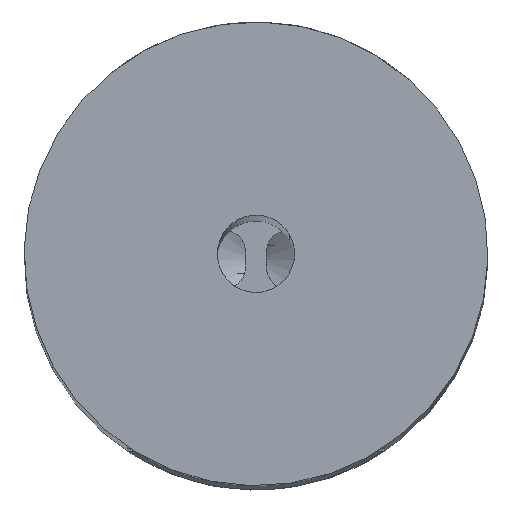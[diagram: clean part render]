
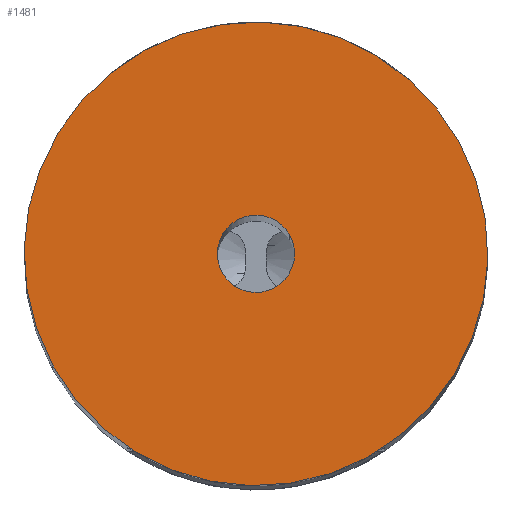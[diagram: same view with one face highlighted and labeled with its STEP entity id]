
A CAD part, top view. The second image highlights one B-rep face of the part: STEP entity #1481.
In plain terms, the highlighted planar face has unit normal (0, 0, 1).
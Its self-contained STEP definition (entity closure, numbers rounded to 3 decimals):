
#1384=AXIS2_PLACEMENT_3D('Circle Axis2P3D',#1382,#1383,$) ;
#1409=AXIS2_PLACEMENT_3D('Circle Axis2P3D',#1407,#1408,$) ;
#1432=AXIS2_PLACEMENT_3D('Circle Axis2P3D',#1430,#1431,$) ;
#1458=AXIS2_PLACEMENT_3D('Circle Axis2P3D',#1456,#1457,$) ;
#1471=AXIS2_PLACEMENT_3D('Plane Axis2P3D',#1468,#1469,#1470) ;
#1379=CARTESIAN_POINT('Vertex',(5.265,2.877,0.)) ;
#1382=CARTESIAN_POINT('Axis2P3D Location',(0.,0.,0.)) ;
#1386=CARTESIAN_POINT('Vertex',(-5.265,-2.877,0.)) ;
#1407=CARTESIAN_POINT('Axis2P3D Location',(0.,0.,0.)) ;
#1430=CARTESIAN_POINT('Axis2P3D Location',(0.,0.,0.)) ;
#1434=CARTESIAN_POINT('Vertex',(0.878,0.479,0.)) ;
#1436=CARTESIAN_POINT('Vertex',(-0.878,-0.479,0.)) ;
#1456=CARTESIAN_POINT('Axis2P3D Location',(0.,0.,0.)) ;
#1468=CARTESIAN_POINT('Axis2P3D Location',(-5.2,0.,0.)) ;
#1383=DIRECTION('Axis2P3D Direction',(0.,0.,1.)) ;
#1408=DIRECTION('Axis2P3D Direction',(0.,0.,1.)) ;
#1431=DIRECTION('Axis2P3D Direction',(0.,0.,1.)) ;
#1457=DIRECTION('Axis2P3D Direction',(0.,0.,1.)) ;
#1469=DIRECTION('Axis2P3D Direction',(0.,0.,1.)) ;
#1470=DIRECTION('Axis2P3D XDirection',(1.,0.,0.)) ;
#1474=ORIENTED_EDGE('',*,*,#1388,.F.) ;
#1475=ORIENTED_EDGE('',*,*,#1411,.F.) ;
#1478=ORIENTED_EDGE('',*,*,#1438,.F.) ;
#1479=ORIENTED_EDGE('',*,*,#1460,.F.) ;
#1480=FACE_BOUND('',#1477,.T.) ;
#1481=ADVANCED_FACE('NOCUT',(#1476,#1480),#1472,.T.) ;
#1385=CIRCLE('generated circle',#1384,6.) ;
#1410=CIRCLE('generated circle',#1409,6.) ;
#1433=CIRCLE('generated circle',#1432,1.) ;
#1459=CIRCLE('generated circle',#1458,1.) ;
#1388=EDGE_CURVE('',#1380,#1387,#1385,.F.) ;
#1411=EDGE_CURVE('',#1387,#1380,#1410,.F.) ;
#1438=EDGE_CURVE('',#1435,#1437,#1433,.T.) ;
#1460=EDGE_CURVE('',#1437,#1435,#1459,.T.) ;
#1473=EDGE_LOOP('',(#1474,#1475)) ;
#1477=EDGE_LOOP('',(#1478,#1479)) ;
#1476=FACE_OUTER_BOUND('',#1473,.T.) ;
#1472=PLANE('',#1471) ;
#1380=VERTEX_POINT('',#1379) ;
#1387=VERTEX_POINT('',#1386) ;
#1435=VERTEX_POINT('',#1434) ;
#1437=VERTEX_POINT('',#1436) ;
